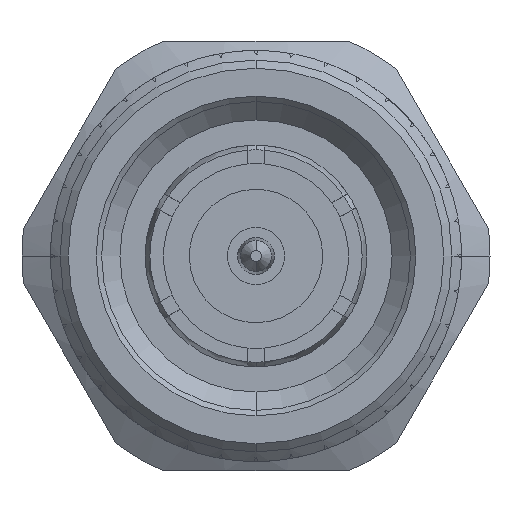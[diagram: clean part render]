
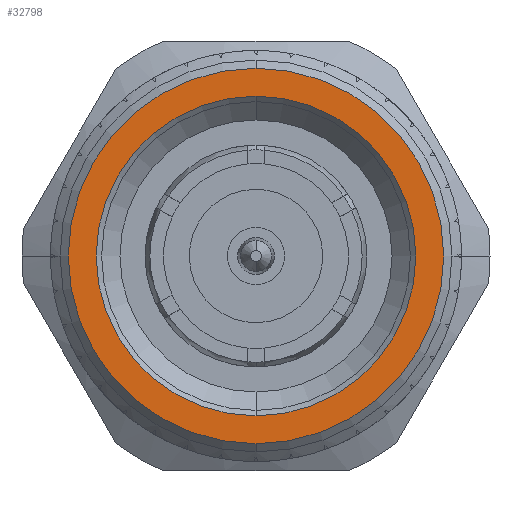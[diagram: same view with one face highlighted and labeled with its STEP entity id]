
A CAD part, left-side view. The second image highlights one B-rep face of the part: STEP entity #32798.
In plain terms, the highlighted planar face has unit normal (-1, 0, 0).
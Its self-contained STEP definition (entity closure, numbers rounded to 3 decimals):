
#602 = CIRCLE ( 'NONE', #23594, 6.9 ) ;
#969 = DIRECTION ( 'NONE',  ( 0., 0., 1. ) ) ;
#1203 = ORIENTED_EDGE ( 'NONE', *, *, #27589, .T. ) ;
#1443 = ORIENTED_EDGE ( 'NONE', *, *, #33413, .T. ) ;
#2909 = CIRCLE ( 'NONE', #32414, 5.875 ) ;
#3520 = CARTESIAN_POINT ( 'NONE',  ( -10.73, 0., -5.875 ) ) ;
#5551 = ORIENTED_EDGE ( 'NONE', *, *, #12945, .F. ) ;
#5646 = DIRECTION ( 'NONE',  ( 0., 0., -1. ) ) ;
#8041 = DIRECTION ( 'NONE',  ( 1., 0., 0. ) ) ;
#8914 = DIRECTION ( 'NONE',  ( 0., 0., -1. ) ) ;
#9124 = CIRCLE ( 'NONE', #14431, 6.9 ) ;
#9145 = DIRECTION ( 'NONE',  ( 1., 0., 0. ) ) ;
#9279 = DIRECTION ( 'NONE',  ( 0., 0., -1. ) ) ;
#10613 = FACE_OUTER_BOUND ( 'NONE', #15734, .T. ) ;
#11376 = EDGE_LOOP ( 'NONE', ( #1443, #1203 ) ) ;
#12945 = EDGE_CURVE ( 'NONE', #27547, #33804, #9124, .T. ) ;
#13031 = AXIS2_PLACEMENT_3D ( 'NONE', #25713, #20387, #9279 ) ;
#14431 = AXIS2_PLACEMENT_3D ( 'NONE', #14643, #9145, #8914 ) ;
#14558 = CARTESIAN_POINT ( 'NONE',  ( -10.73, 0., 0. ) ) ;
#14643 = CARTESIAN_POINT ( 'NONE',  ( -10.73, 0., 0. ) ) ;
#15734 = EDGE_LOOP ( 'NONE', ( #5551, #18461 ) ) ;
#18461 = ORIENTED_EDGE ( 'NONE', *, *, #27228, .F. ) ;
#18480 = CARTESIAN_POINT ( 'NONE',  ( -10.73, 0., 5.875 ) ) ;
#20387 = DIRECTION ( 'NONE',  ( 1., 0., 0. ) ) ;
#21729 = DIRECTION ( 'NONE',  ( 1., 0., 0. ) ) ;
#23594 = AXIS2_PLACEMENT_3D ( 'NONE', #24918, #21729, #5646 ) ;
#23679 = VERTEX_POINT ( 'NONE', #18480 ) ;
#24326 = CARTESIAN_POINT ( 'NONE',  ( -10.73, 0., 0. ) ) ;
#24918 = CARTESIAN_POINT ( 'NONE',  ( -10.73, 0., 0. ) ) ;
#25138 = DIRECTION ( 'NONE',  ( 1., 0., 0. ) ) ;
#25713 = CARTESIAN_POINT ( 'NONE',  ( -10.73, 5.875, 0. ) ) ;
#27077 = DIRECTION ( 'NONE',  ( 0., 0., 1. ) ) ;
#27228 = EDGE_CURVE ( 'NONE', #33804, #27547, #602, .T. ) ;
#27547 = VERTEX_POINT ( 'NONE', #30949 ) ;
#27589 = EDGE_CURVE ( 'NONE', #33191, #23679, #32088, .T. ) ;
#29083 = AXIS2_PLACEMENT_3D ( 'NONE', #14558, #25138, #969 ) ;
#29773 = FACE_BOUND ( 'NONE', #11376, .T. ) ;
#30709 = CARTESIAN_POINT ( 'NONE',  ( -10.73, 0., 6.9 ) ) ;
#30949 = CARTESIAN_POINT ( 'NONE',  ( -10.73, 0., -6.9 ) ) ;
#32088 = CIRCLE ( 'NONE', #29083, 5.875 ) ;
#32414 = AXIS2_PLACEMENT_3D ( 'NONE', #24326, #8041, #27077 ) ;
#32798 = ADVANCED_FACE ( 'NONE', ( #10613, #29773 ), #33677, .F. ) ;
#33191 = VERTEX_POINT ( 'NONE', #3520 ) ;
#33413 = EDGE_CURVE ( 'NONE', #23679, #33191, #2909, .T. ) ;
#33677 = PLANE ( 'NONE',  #13031 ) ;
#33804 = VERTEX_POINT ( 'NONE', #30709 ) ;
